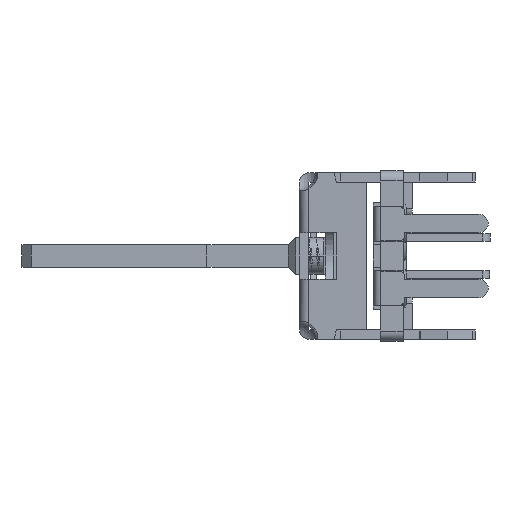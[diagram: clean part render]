
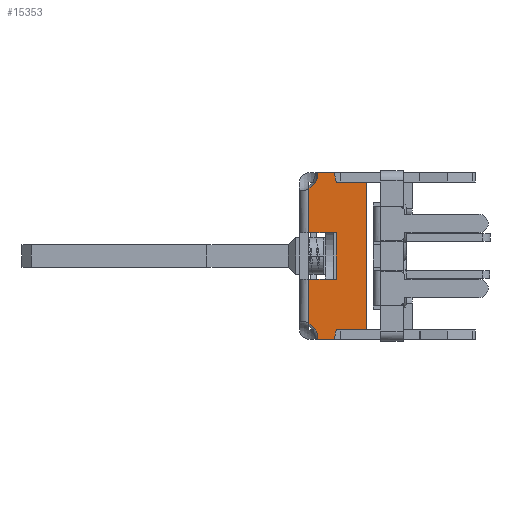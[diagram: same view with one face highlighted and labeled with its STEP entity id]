
A CAD part, left-side view. The second image highlights one B-rep face of the part: STEP entity #15353.
In plain terms, the highlighted planar face has unit normal (-1, 0, 0).
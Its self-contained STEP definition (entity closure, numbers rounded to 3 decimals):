
#3485=CARTESIAN_POINT('',(-30.1,3.9,3.634));
#3506=DIRECTION('',(0.,0.,1.));
#3507=VECTOR('',#3506,2.384);
#3508=CARTESIAN_POINT('',(-30.1,3.9,-3.634));
#3509=LINE('',#3508,#3507);
#3510=DIRECTION('',(0.,-1.,0.));
#3511=VECTOR('',#3510,1.5);
#3512=CARTESIAN_POINT('',(-30.1,3.9,-1.25));
#3513=LINE('',#3512,#3511);
#3514=DIRECTION('',(0.,0.,1.));
#3515=VECTOR('',#3514,2.5);
#3516=CARTESIAN_POINT('',(-30.1,2.4,-1.25));
#3517=LINE('',#3516,#3515);
#3518=DIRECTION('',(0.,-1.,0.));
#3519=VECTOR('',#3518,1.5);
#3520=CARTESIAN_POINT('',(-30.1,3.9,1.25));
#3521=LINE('',#3520,#3519);
#3522=DIRECTION('',(0.,0.,1.));
#3523=VECTOR('',#3522,2.384);
#3524=CARTESIAN_POINT('',(-30.1,3.9,1.25));
#3525=LINE('',#3524,#3523);
#3526=CARTESIAN_POINT('',(-30.1,4.4,4.5));
#3527=DIRECTION('',(-1.,0.,0.));
#3528=DIRECTION('',(0.,-0.5,-0.866));
#3529=AXIS2_PLACEMENT_3D('',#3526,#3527,#3528);
#3531=DIRECTION('',(0.,-1.,0.));
#3532=VECTOR('',#3531,0.87);
#3533=CARTESIAN_POINT('',(-30.1,3.4,4.5));
#3534=LINE('',#3533,#3532);
#3535=DIRECTION('',(0.,0.,-1.));
#3536=VECTOR('',#3535,7.98);
#3537=CARTESIAN_POINT('',(-30.1,0.8,3.99));
#3538=LINE('',#3537,#3536);
#3539=DIRECTION('',(0.,-1.,0.));
#3540=VECTOR('',#3539,0.87);
#3541=CARTESIAN_POINT('',(-30.1,3.4,-4.5));
#3542=LINE('',#3541,#3540);
#3543=CARTESIAN_POINT('',(-30.1,4.4,-4.5));
#3544=DIRECTION('',(-1.,0.,0.));
#3545=DIRECTION('',(0.,-1.,0.));
#3546=AXIS2_PLACEMENT_3D('',#3543,#3544,#3545);
#3889=DIRECTION('',(0.,-0.23,0.973));
#3890=VECTOR('',#3889,0.524);
#3891=CARTESIAN_POINT('',(-30.1,2.53,-4.5));
#3892=LINE('',#3891,#3890);
#3893=DIRECTION('',(0.,-1.,0.));
#3894=VECTOR('',#3893,1.609);
#3895=CARTESIAN_POINT('',(-30.1,2.409,-3.99));
#3896=LINE('',#3895,#3894);
#3921=DIRECTION('',(0.,1.,0.));
#3922=VECTOR('',#3921,1.609);
#3923=CARTESIAN_POINT('',(-30.1,0.8,3.99));
#3924=LINE('',#3923,#3922);
#3929=DIRECTION('',(0.,0.23,0.973));
#3930=VECTOR('',#3929,0.524);
#3931=CARTESIAN_POINT('',(-30.1,2.409,3.99));
#3932=LINE('',#3931,#3930);
#10041=CARTESIAN_POINT('',(-30.1,2.4,-1.25));
#10042=CARTESIAN_POINT('',(-30.1,2.4,1.25));
#10043=VERTEX_POINT('',#10041);
#10044=VERTEX_POINT('',#10042);
#10467=CARTESIAN_POINT('',(-30.1,2.53,-4.5));
#10469=VERTEX_POINT('',#10467);
#10479=CARTESIAN_POINT('',(-30.1,3.4,-4.5));
#10480=VERTEX_POINT('',#10479);
#10481=CARTESIAN_POINT('',(-30.1,2.53,4.5));
#10483=VERTEX_POINT('',#10481);
#10495=CARTESIAN_POINT('',(-30.1,3.4,4.5));
#10496=VERTEX_POINT('',#10495);
#10553=CARTESIAN_POINT('',(-30.1,3.9,-1.25));
#10555=VERTEX_POINT('',#10553);
#10556=CARTESIAN_POINT('',(-30.1,3.9,-3.634));
#10557=VERTEX_POINT('',#10556);
#10560=VERTEX_POINT('',#3485);
#10561=CARTESIAN_POINT('',(-30.1,3.9,1.25));
#10562=VERTEX_POINT('',#10561);
#10566=CARTESIAN_POINT('',(-30.1,2.409,-3.99));
#10568=VERTEX_POINT('',#10566);
#10569=CARTESIAN_POINT('',(-30.1,0.8,-3.99));
#10571=VERTEX_POINT('',#10569);
#10574=CARTESIAN_POINT('',(-30.1,2.409,3.99));
#10576=VERTEX_POINT('',#10574);
#10577=CARTESIAN_POINT('',(-30.1,0.8,3.99));
#10579=VERTEX_POINT('',#10577);
#15320=CARTESIAN_POINT('',(-30.1,4.4,-4.5));
#15321=DIRECTION('',(-1.,0.,0.));
#15322=DIRECTION('',(0.,0.,1.));
#15323=AXIS2_PLACEMENT_3D('',#15320,#15321,#15322);
#15324=PLANE('',#15323);
#15326=ORIENTED_EDGE('',*,*,#15325,.T.);
#15328=ORIENTED_EDGE('',*,*,#15327,.T.);
#15330=ORIENTED_EDGE('',*,*,#15329,.T.);
#15332=ORIENTED_EDGE('',*,*,#15331,.F.);
#15333=ORIENTED_EDGE('',*,*,#15312,.T.);
#15334=ORIENTED_EDGE('',*,*,#15301,.T.);
#15336=ORIENTED_EDGE('',*,*,#15335,.T.);
#15338=ORIENTED_EDGE('',*,*,#15337,.F.);
#15340=ORIENTED_EDGE('',*,*,#15339,.F.);
#15342=ORIENTED_EDGE('',*,*,#15341,.T.);
#15344=ORIENTED_EDGE('',*,*,#15343,.F.);
#15346=ORIENTED_EDGE('',*,*,#15345,.F.);
#15348=ORIENTED_EDGE('',*,*,#15347,.F.);
#15350=ORIENTED_EDGE('',*,*,#15349,.T.);
#15351=EDGE_LOOP('',(#15326,#15328,#15330,#15332,#15333,#15334,#15336,#15338,
#15340,#15342,#15344,#15346,#15348,#15350));
#15352=FACE_OUTER_BOUND('',#15351,.F.);
#15353=ADVANCED_FACE('',(#15352),#15324,.T.);
#3530=CIRCLE('',#3529,1.);
#3547=CIRCLE('',#3546,1.);
#15301=EDGE_CURVE('',#10560,#10496,#3530,.T.);
#15312=EDGE_CURVE('',#10562,#10560,#3525,.T.);
#15325=EDGE_CURVE('',#10557,#10555,#3509,.T.);
#15327=EDGE_CURVE('',#10555,#10043,#3513,.T.);
#15329=EDGE_CURVE('',#10043,#10044,#3517,.T.);
#15331=EDGE_CURVE('',#10562,#10044,#3521,.T.);
#15335=EDGE_CURVE('',#10496,#10483,#3534,.T.);
#15337=EDGE_CURVE('',#10576,#10483,#3932,.T.);
#15339=EDGE_CURVE('',#10579,#10576,#3924,.T.);
#15341=EDGE_CURVE('',#10579,#10571,#3538,.T.);
#15343=EDGE_CURVE('',#10568,#10571,#3896,.T.);
#15345=EDGE_CURVE('',#10469,#10568,#3892,.T.);
#15347=EDGE_CURVE('',#10480,#10469,#3542,.T.);
#15349=EDGE_CURVE('',#10480,#10557,#3547,.T.);
